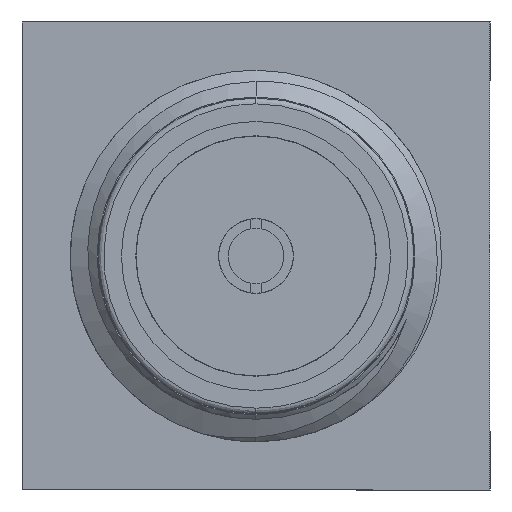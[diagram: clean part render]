
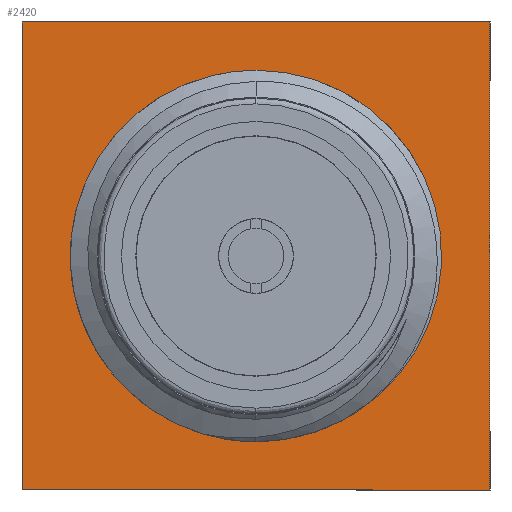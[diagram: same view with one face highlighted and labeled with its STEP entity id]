
A CAD part, left-side view. The second image highlights one B-rep face of the part: STEP entity #2420.
In plain terms, the highlighted planar face has unit normal (-1, 0, 0).
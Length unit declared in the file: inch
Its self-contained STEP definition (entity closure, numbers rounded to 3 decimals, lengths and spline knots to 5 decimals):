
#2 = EDGE_LOOP ( 'NONE', ( #1815, #3184, #666, #2961 ) ) ;
#14 = CARTESIAN_POINT ( 'NONE',  ( 0.31024, 0.15748, 0.15748 ) ) ;
#46 = EDGE_CURVE ( 'NONE', #1338, #2100, #890, .T. ) ;
#88 = CARTESIAN_POINT ( 'NONE',  ( 0.31024, 0., 0. ) ) ;
#127 = LINE ( 'NONE', #2490, #2574 ) ;
#225 = FACE_OUTER_BOUND ( 'NONE', #2, .T. ) ;
#392 = EDGE_LOOP ( 'NONE', ( #1884, #624 ) ) ;
#426 = FACE_BOUND ( 'NONE', #392, .T. ) ;
#441 = DIRECTION ( 'NONE',  ( 0., 0., 1. ) ) ;
#513 = LINE ( 'NONE', #1356, #2251 ) ;
#612 = VECTOR ( 'NONE', #3086, 39.37008 ) ;
#624 = ORIENTED_EDGE ( 'NONE', *, *, #2732, .T. ) ;
#666 = ORIENTED_EDGE ( 'NONE', *, *, #46, .T. ) ;
#839 = PLANE ( 'NONE',  #1585 ) ;
#869 = AXIS2_PLACEMENT_3D ( 'NONE', #88, #3353, #1263 ) ;
#890 = LINE ( 'NONE', #1407, #3554 ) ;
#1003 = CARTESIAN_POINT ( 'NONE',  ( 0.31024, 0.15748, -0.15748 ) ) ;
#1034 = CARTESIAN_POINT ( 'NONE',  ( 0.31024, 0., 0. ) ) ;
#1054 = VERTEX_POINT ( 'NONE', #1003 ) ;
#1263 = DIRECTION ( 'NONE',  ( 0., 0., -1. ) ) ;
#1338 = VERTEX_POINT ( 'NONE', #2789 ) ;
#1356 = CARTESIAN_POINT ( 'NONE',  ( 0.31024, 0.15748, 0.15748 ) ) ;
#1396 = AXIS2_PLACEMENT_3D ( 'NONE', #2734, #3289, #3304 ) ;
#1407 = CARTESIAN_POINT ( 'NONE',  ( 0.31024, 0.15748, 0.15748 ) ) ;
#1585 = AXIS2_PLACEMENT_3D ( 'NONE', #1034, #2622, #441 ) ;
#1606 = VERTEX_POINT ( 'NONE', #2133 ) ;
#1620 = DIRECTION ( 'NONE',  ( 0., -1., 0. ) ) ;
#1815 = ORIENTED_EDGE ( 'NONE', *, *, #2914, .T. ) ;
#1884 = ORIENTED_EDGE ( 'NONE', *, *, #3451, .T. ) ;
#1898 = LINE ( 'NONE', #1915, #612 ) ;
#1915 = CARTESIAN_POINT ( 'NONE',  ( 0.31024, -0.15748, 0.15748 ) ) ;
#2100 = VERTEX_POINT ( 'NONE', #14 ) ;
#2133 = CARTESIAN_POINT ( 'NONE',  ( 0.31024, 0., 0.1063 ) ) ;
#2169 = VERTEX_POINT ( 'NONE', #2463 ) ;
#2214 = VERTEX_POINT ( 'NONE', #3378 ) ;
#2228 = EDGE_CURVE ( 'NONE', #2100, #1054, #513, .T. ) ;
#2238 = DIRECTION ( 'NONE',  ( 0., 0., -1. ) ) ;
#2251 = VECTOR ( 'NONE', #2238, 39.37008 ) ;
#2374 = DIRECTION ( 'NONE',  ( 0., 1., 0. ) ) ;
#2420 = ADVANCED_FACE ( 'NONE', ( #426, #225 ), #839, .T. ) ;
#2463 = CARTESIAN_POINT ( 'NONE',  ( 0.31024, -0.15748, -0.15748 ) ) ;
#2490 = CARTESIAN_POINT ( 'NONE',  ( 0.31024, 0.15748, -0.15748 ) ) ;
#2574 = VECTOR ( 'NONE', #1620, 39.37008 ) ;
#2622 = DIRECTION ( 'NONE',  ( -1., 0., 0. ) ) ;
#2732 = EDGE_CURVE ( 'NONE', #1606, #2214, #3307, .T. ) ;
#2734 = CARTESIAN_POINT ( 'NONE',  ( 0.31024, 0., 0. ) ) ;
#2789 = CARTESIAN_POINT ( 'NONE',  ( 0.31024, -0.15748, 0.15748 ) ) ;
#2874 = EDGE_CURVE ( 'NONE', #2169, #1338, #1898, .T. ) ;
#2914 = EDGE_CURVE ( 'NONE', #1054, #2169, #127, .T. ) ;
#2961 = ORIENTED_EDGE ( 'NONE', *, *, #2228, .T. ) ;
#3086 = DIRECTION ( 'NONE',  ( 0., 0., 1. ) ) ;
#3184 = ORIENTED_EDGE ( 'NONE', *, *, #2874, .T. ) ;
#3289 = DIRECTION ( 'NONE',  ( 1., 0., 0. ) ) ;
#3304 = DIRECTION ( 'NONE',  ( 0., 0., -1. ) ) ;
#3307 = CIRCLE ( 'NONE', #1396, 0.1063 ) ;
#3353 = DIRECTION ( 'NONE',  ( 1., 0., 0. ) ) ;
#3378 = CARTESIAN_POINT ( 'NONE',  ( 0.31024, 0., -0.1063 ) ) ;
#3451 = EDGE_CURVE ( 'NONE', #2214, #1606, #3738, .T. ) ;
#3554 = VECTOR ( 'NONE', #2374, 39.37008 ) ;
#3738 = CIRCLE ( 'NONE', #869, 0.1063 ) ;
